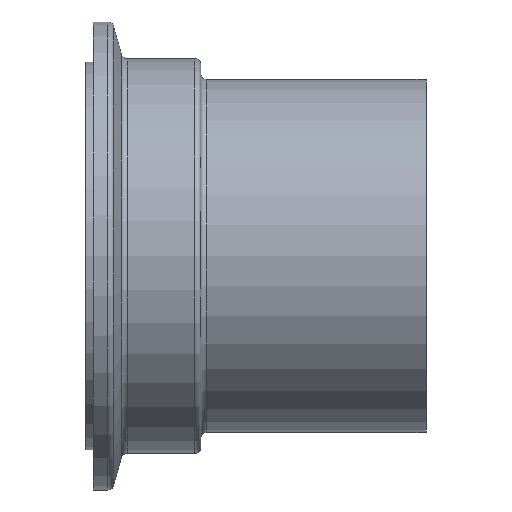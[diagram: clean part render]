
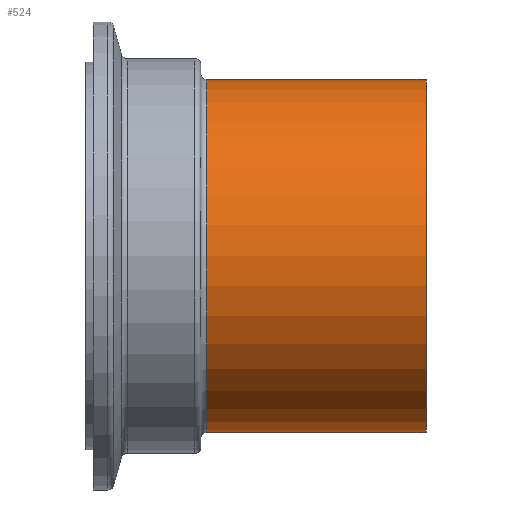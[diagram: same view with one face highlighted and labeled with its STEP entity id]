
A CAD part, top view. The second image highlights one B-rep face of the part: STEP entity #524.
In plain terms, the highlighted cylindrical face has radius 24.15 mm (diameter 48.3 mm), a partial arc.
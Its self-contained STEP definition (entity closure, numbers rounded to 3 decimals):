
#50 = ORIENTED_EDGE ( 'NONE', *, *, #320, .T. ) ;
#80 = VERTEX_POINT ( 'NONE', #816 ) ;
#85 = VERTEX_POINT ( 'NONE', #112 ) ;
#112 = CARTESIAN_POINT ( 'NONE',  ( 5.12, -18.785, 0. ) ) ;
#205 = CIRCLE ( 'NONE', #683, 24.15 ) ;
#212 = EDGE_CURVE ( 'NONE', #439, #657, #205, .T. ) ;
#215 = DIRECTION ( 'NONE',  ( -1., 0., 0. ) ) ;
#219 = CARTESIAN_POINT ( 'NONE',  ( -172.678, 29.515, 0. ) ) ;
#235 = CARTESIAN_POINT ( 'NONE',  ( 5.12, 5.365, 0. ) ) ;
#242 = ORIENTED_EDGE ( 'NONE', *, *, #615, .F. ) ;
#264 = DIRECTION ( 'NONE',  ( -1., 0., 0. ) ) ;
#273 = LINE ( 'NONE', #348, #501 ) ;
#320 = EDGE_CURVE ( 'NONE', #657, #80, #602, .T. ) ;
#348 = CARTESIAN_POINT ( 'NONE',  ( -172.678, -18.785, 0. ) ) ;
#351 = CARTESIAN_POINT ( 'NONE',  ( -172.678, 5.365, 0. ) ) ;
#354 = EDGE_CURVE ( 'NONE', #439, #85, #273, .T. ) ;
#364 = DIRECTION ( 'NONE',  ( -1., 0., 0. ) ) ;
#387 = ORIENTED_EDGE ( 'NONE', *, *, #354, .F. ) ;
#407 = CYLINDRICAL_SURFACE ( 'NONE', #656, 24.15 ) ;
#426 = CARTESIAN_POINT ( 'NONE',  ( 35.12, -18.785, 0. ) ) ;
#430 = DIRECTION ( 'NONE',  ( 0., -1., 0. ) ) ;
#439 = VERTEX_POINT ( 'NONE', #426 ) ;
#472 = FACE_OUTER_BOUND ( 'NONE', #762, .T. ) ;
#498 = ORIENTED_EDGE ( 'NONE', *, *, #212, .T. ) ;
#501 = VECTOR ( 'NONE', #215, 1000. ) ;
#524 = ADVANCED_FACE ( 'NONE', ( #472 ), #407, .T. ) ;
#542 = CIRCLE ( 'NONE', #692, 24.15 ) ;
#543 = DIRECTION ( 'NONE',  ( -1., 0., 0. ) ) ;
#575 = DIRECTION ( 'NONE',  ( -1., 0., 0. ) ) ;
#602 = LINE ( 'NONE', #219, #784 ) ;
#615 = EDGE_CURVE ( 'NONE', #85, #80, #542, .T. ) ;
#651 = CARTESIAN_POINT ( 'NONE',  ( 35.12, 5.365, 0. ) ) ;
#656 = AXIS2_PLACEMENT_3D ( 'NONE', #351, #543, #658 ) ;
#657 = VERTEX_POINT ( 'NONE', #680 ) ;
#658 = DIRECTION ( 'NONE',  ( 0., -1., 0. ) ) ;
#680 = CARTESIAN_POINT ( 'NONE',  ( 35.12, 29.515, 0. ) ) ;
#683 = AXIS2_PLACEMENT_3D ( 'NONE', #651, #575, #703 ) ;
#692 = AXIS2_PLACEMENT_3D ( 'NONE', #235, #364, #430 ) ;
#703 = DIRECTION ( 'NONE',  ( 0., -1., 0. ) ) ;
#762 = EDGE_LOOP ( 'NONE', ( #498, #50, #242, #387 ) ) ;
#784 = VECTOR ( 'NONE', #264, 1000. ) ;
#816 = CARTESIAN_POINT ( 'NONE',  ( 5.12, 29.515, 0. ) ) ;
